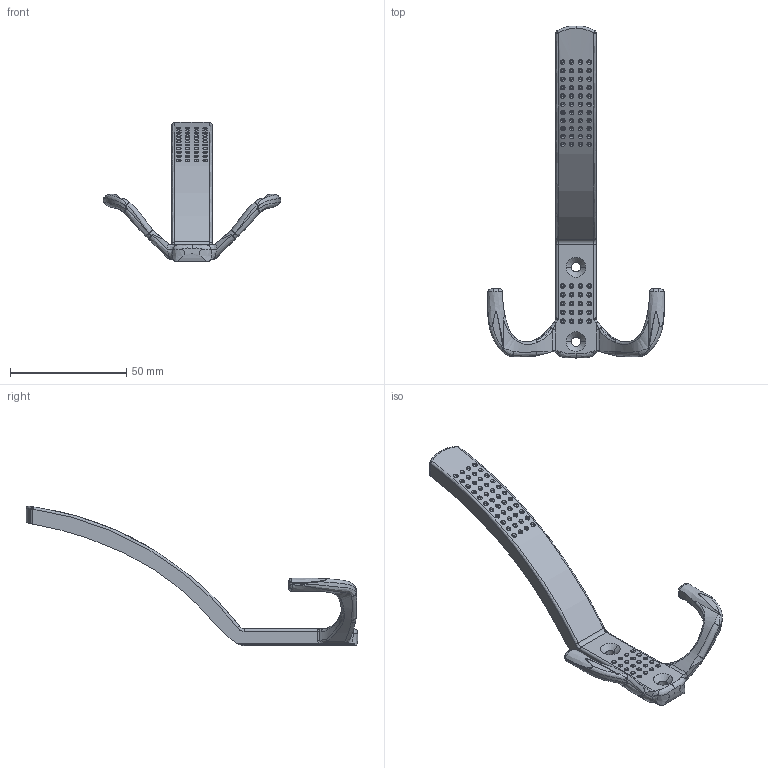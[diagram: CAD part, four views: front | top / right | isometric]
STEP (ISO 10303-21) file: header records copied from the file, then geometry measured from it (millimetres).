
FILE_DESCRIPTION (( 'STEP AP214' ), '1' );
FILE_NAME ('F002491,F002492,F002493,F002494,F002495_3D.step', '2022-07-07T08:09:50', ( '' ), ( '' ), 'SwSTEP 2.0', 'SolidWorks 2020', '' );
FILE_SCHEMA (( 'AUTOMOTIVE_DESIGN' ));
Length unit declared in the file: millimetre
Products named in the file (1): F002491,F002492,F002493,F002494,F002495_3D
Bounding box: 76.34 x 142.65 x 59.96 mm (x, y, z)
Volume: 23158.2 mm3; surface area: 10330 mm2
Topology: 1 solids, 1 shells, 378 faces, 854 edges, 535 vertices
Faces by surface type: bspline 270, torus 40, plane 28, cylinder 28, sphere 8, cone 4
Entity records: 31614 total; most frequent: CARTESIAN_POINT 22794, ORIENTED_EDGE 1692, DIRECTION 884, EDGE_CURVE 846, VERTEX_POINT 535, B_SPLINE_CURVE_WITH_KNOTS 480, EDGE_LOOP 447, AXIS2_PLACEMENT_3D 409
